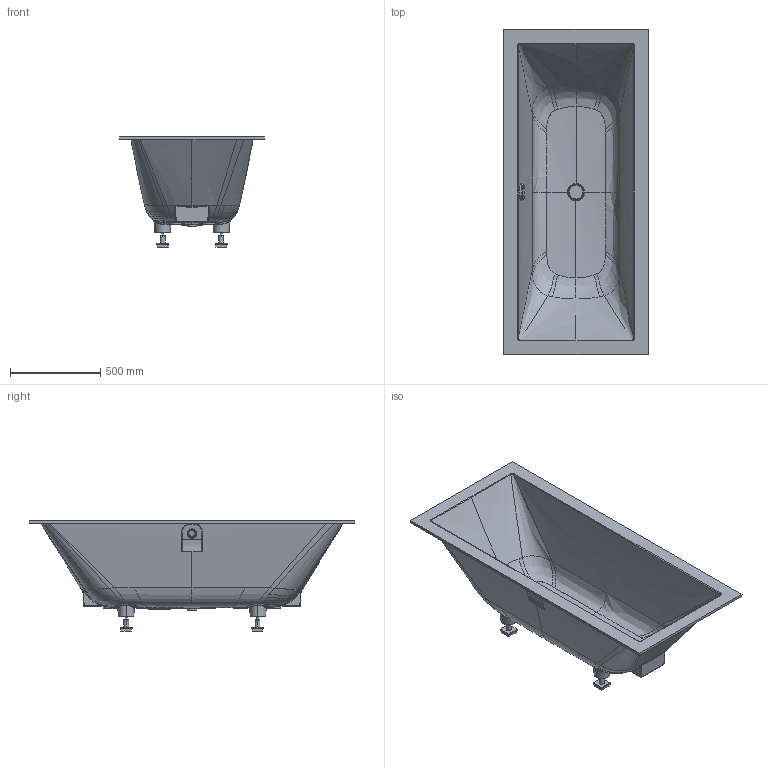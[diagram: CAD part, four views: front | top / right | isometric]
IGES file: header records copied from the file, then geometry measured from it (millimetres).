
Global section: file name: No Iges File Name specified; native system: Autodesk Inventor 2011; preprocessor: AutoDesk Inventor Iges Exporter R2011; author: Administrator; date: 20170626.144353; units: millimetre
Bounding box: 800.12 x 1800.13 x 609.92 mm (x, y, z)
Volume: 54314364.7 mm3; surface area: 5564888.4 mm2
Topology: 16 solids, 16 shells, 866 faces, 2539 edges, 1735 vertices
Faces by surface type: bspline 482, plane 157, revolution 77, cylinder 68, torus 44, cone 34, sphere 4
